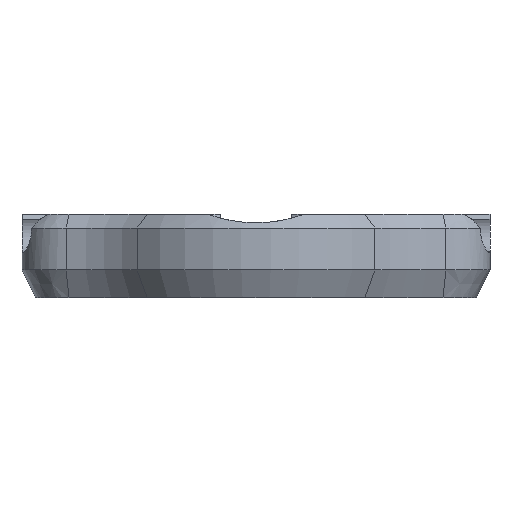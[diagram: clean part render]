
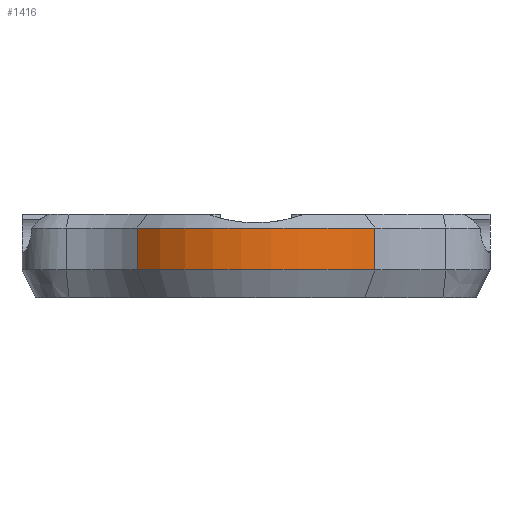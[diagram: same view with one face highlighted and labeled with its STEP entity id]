
A CAD part, front view. The second image highlights one B-rep face of the part: STEP entity #1416.
In plain terms, the highlighted cylindrical face has radius 12.024 mm (diameter 24.048 mm), a partial arc.
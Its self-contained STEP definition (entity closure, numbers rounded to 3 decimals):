
#97=CIRCLE('',#1479,12.024);
#130=CIRCLE('',#1541,12.024);
#156=CYLINDRICAL_SURFACE('',#1592,12.024);
#233=FACE_OUTER_BOUND('',#316,.T.);
#316=EDGE_LOOP('',(#1288,#1289,#1290,#1291));
#422=LINE('',#2690,#527);
#423=LINE('',#2692,#528);
#527=VECTOR('',#2016,10.);
#528=VECTOR('',#2019,10.);
#587=VERTEX_POINT('',#2305);
#588=VERTEX_POINT('',#2307);
#631=VERTEX_POINT('',#2484);
#635=VERTEX_POINT('',#2497);
#735=EDGE_CURVE('',#587,#588,#97,.T.);
#807=EDGE_CURVE('',#635,#631,#130,.T.);
#880=EDGE_CURVE('',#635,#588,#422,.T.);
#881=EDGE_CURVE('',#631,#587,#423,.T.);
#1288=ORIENTED_EDGE('',*,*,#735,.F.);
#1289=ORIENTED_EDGE('',*,*,#881,.F.);
#1290=ORIENTED_EDGE('',*,*,#807,.F.);
#1291=ORIENTED_EDGE('',*,*,#880,.T.);
#1416=ADVANCED_FACE('',(#233),#156,.T.);
#1479=AXIS2_PLACEMENT_3D('',#2308,#1708,#1709);
#1541=AXIS2_PLACEMENT_3D('',#2499,#1860,#1861);
#1592=AXIS2_PLACEMENT_3D('',#2691,#2017,#2018);
#1708=DIRECTION('center_axis',(0.,0.,1.));
#1709=DIRECTION('ref_axis',(0.707,-0.707,0.));
#1860=DIRECTION('center_axis',(0.,0.,-1.));
#1861=DIRECTION('ref_axis',(0.707,-0.707,0.));
#2016=DIRECTION('',(0.,0.,1.));
#2017=DIRECTION('center_axis',(0.,0.,1.));
#2018=DIRECTION('ref_axis',(0.707,-0.707,0.));
#2019=DIRECTION('',(0.,0.,1.));
#2305=CARTESIAN_POINT('',(-8.502,-8.502,-5.5));
#2307=CARTESIAN_POINT('',(8.502,-8.502,-5.5));
#2308=CARTESIAN_POINT('Origin',(0.,0.,-5.5));
#2484=CARTESIAN_POINT('',(-8.502,-8.502,-8.5));
#2497=CARTESIAN_POINT('',(8.502,-8.502,-8.5));
#2499=CARTESIAN_POINT('Origin',(0.,0.,-8.5));
#2690=CARTESIAN_POINT('',(8.502,-8.502,-10.5));
#2691=CARTESIAN_POINT('Origin',(0.,0.,-10.5));
#2692=CARTESIAN_POINT('',(-8.502,-8.502,-10.5));
